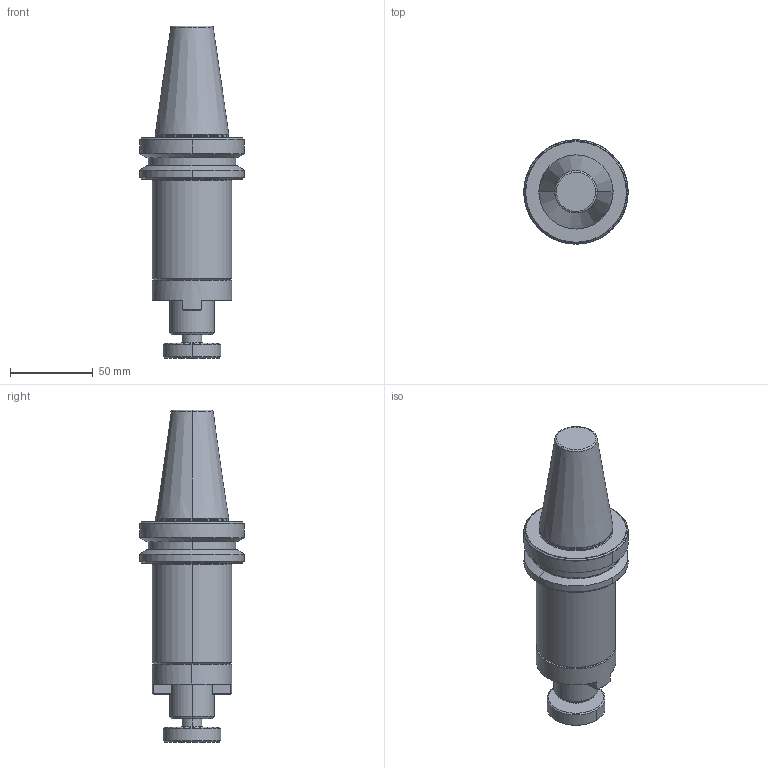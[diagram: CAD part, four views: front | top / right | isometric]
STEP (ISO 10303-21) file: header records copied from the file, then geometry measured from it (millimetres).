
FILE_DESCRIPTION (( 'STEP AP203' ), '1' );
FILE_NAME ('BT40 CSMA27 100 AD-6.3G 15000 SL SP.STEP', '2019-05-27T10:43:08', ( '' ), ( '' ), 'SwSTEP 2.0', 'SolidWorks 2014', '' );
FILE_SCHEMA (( 'CONFIG_CONTROL_DESIGN' ));
Length unit declared in the file: millimetre
Products named in the file (1): BT40 CSMA27 100 AD-6.3G 15000 SL SP
Bounding box: 63 x 63 x 200.4 mm (x, y, z)
Volume: 292976.8 mm3; surface area: 38734.4 mm2
Topology: 2 solids, 2 shells, 87 faces, 206 edges, 129 vertices
Faces by surface type: cone 23, plane 22, cylinder 20, bspline 14, torus 8
Entity records: 3799 total; most frequent: CARTESIAN_POINT 1758, DIRECTION 427, ORIENTED_EDGE 412, EDGE_CURVE 206, AXIS2_PLACEMENT_3D 183, VERTEX_POINT 129, CIRCLE 109, EDGE_LOOP 95
